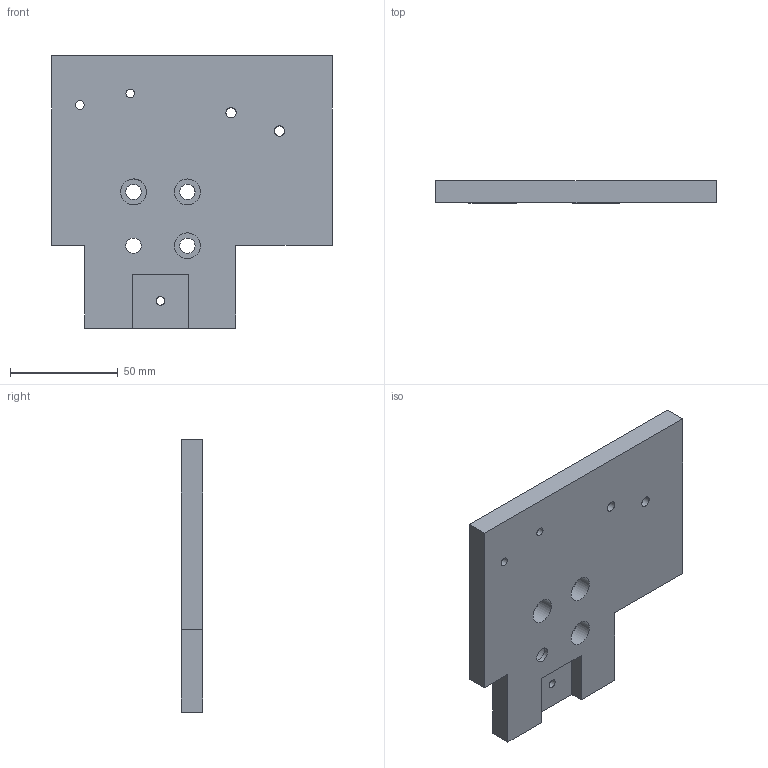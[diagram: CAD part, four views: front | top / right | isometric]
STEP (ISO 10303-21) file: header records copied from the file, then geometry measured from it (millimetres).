
FILE_DESCRIPTION(/* description */ (''),/* implementation_level */ '2;1');
FILE_NAME(/* name */ 'Plate Renewed Design #8_Plate.step',/* time_stamp */ '2024-06-17T20:46:47-04:00',/* author */ (''),/* organization */ (''),/* preprocessor_version */ 'ST-DEVELOPER v20',/* originating_system */ 'Autodesk Translation Framework v12.20.1.177',/* authorisation */ '');
FILE_SCHEMA (('AUTOMOTIVE_DESIGN { 1 0 10303 214 3 1 1 }'));
Length unit declared in the file: millimetre
Products named in the file (1): #1194
Bounding box: 130 x 10.04 x 126.3 mm (x, y, z)
Volume: 132643.1 mm3; surface area: 35181.3 mm2
Topology: 2 solids, 2 shells, 36 faces, 88 edges, 60 vertices
Faces by surface type: plane 20, cylinder 12, bspline 4
Full cylindrical faces by diameter (mm): 3.95 x1, 4 x2, 7.1 x4, 12 x4
Entity records: 1194 total; most frequent: CARTESIAN_POINT 241, DIRECTION 189, ORIENTED_EDGE 176, EDGE_CURVE 88, AXIS2_PLACEMENT_3D 68, VERTEX_POINT 60, EDGE_LOOP 58, LINE 53
